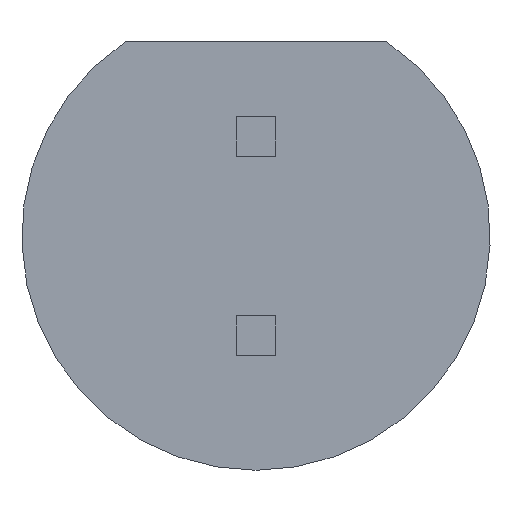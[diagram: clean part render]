
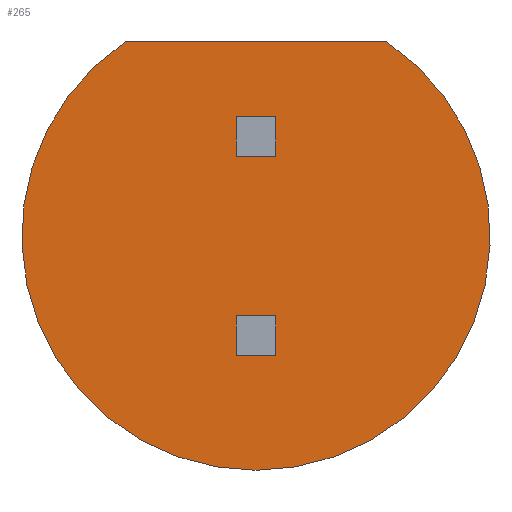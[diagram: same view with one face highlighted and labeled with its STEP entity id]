
A CAD part, front view. The second image highlights one B-rep face of the part: STEP entity #265.
In plain terms, the highlighted planar face has unit normal (0, -1, 0).
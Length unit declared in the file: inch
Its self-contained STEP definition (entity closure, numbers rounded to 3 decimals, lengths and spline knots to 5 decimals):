
#9 = EDGE_CURVE ( 'NONE', #33, #240, #415, .T. ) ;
#19 = ORIENTED_EDGE ( 'NONE', *, *, #273, .F. ) ;
#28 = DIRECTION ( 'NONE',  ( -1., 0., 0. ) ) ;
#29 = CARTESIAN_POINT ( 'NONE',  ( -0.01, -0.04, 0.04 ) ) ;
#33 = VERTEX_POINT ( 'NONE', #172 ) ;
#38 = VERTEX_POINT ( 'NONE', #81 ) ;
#43 = CARTESIAN_POINT ( 'NONE',  ( 0.01, -0.04, -0.06 ) ) ;
#47 = AXIS2_PLACEMENT_3D ( 'NONE', #76, #861, #778 ) ;
#48 = CARTESIAN_POINT ( 'NONE',  ( 0., -0.04, 0. ) ) ;
#49 = LINE ( 'NONE', #834, #526 ) ;
#68 = ORIENTED_EDGE ( 'NONE', *, *, #72, .T. ) ;
#72 = EDGE_CURVE ( 'NONE', #562, #38, #250, .T. ) ;
#75 = EDGE_CURVE ( 'NONE', #93, #223, #112, .T. ) ;
#76 = CARTESIAN_POINT ( 'NONE',  ( 0., -0.04, 0. ) ) ;
#81 = CARTESIAN_POINT ( 'NONE',  ( -0.01, -0.04, -0.04 ) ) ;
#88 = VECTOR ( 'NONE', #321, 39.37008 ) ;
#90 = CARTESIAN_POINT ( 'NONE',  ( -0.01, -0.04, -0.06 ) ) ;
#93 = VERTEX_POINT ( 'NONE', #132 ) ;
#95 = DIRECTION ( 'NONE',  ( 0., 0., 1. ) ) ;
#111 = CARTESIAN_POINT ( 'NONE',  ( 0.01, -0.04, 0.04 ) ) ;
#112 = LINE ( 'NONE', #29, #453 ) ;
#116 = LINE ( 'NONE', #185, #789 ) ;
#125 = CARTESIAN_POINT ( 'NONE',  ( 0.01, -0.04, 0.04 ) ) ;
#131 = PLANE ( 'NONE',  #794 ) ;
#132 = CARTESIAN_POINT ( 'NONE',  ( -0.01, -0.04, 0.04 ) ) ;
#134 = EDGE_CURVE ( 'NONE', #757, #307, #49, .T. ) ;
#172 = CARTESIAN_POINT ( 'NONE',  ( 0.06557, -0.04, 0.0975 ) ) ;
#185 = CARTESIAN_POINT ( 'NONE',  ( 0.01, -0.04, 0.04 ) ) ;
#191 = LINE ( 'NONE', #111, #647 ) ;
#207 = EDGE_CURVE ( 'NONE', #792, #93, #191, .T. ) ;
#223 = VERTEX_POINT ( 'NONE', #533 ) ;
#226 = CARTESIAN_POINT ( 'NONE',  ( 0.01, -0.04, -0.04 ) ) ;
#240 = VERTEX_POINT ( 'NONE', #443 ) ;
#250 = LINE ( 'NONE', #866, #848 ) ;
#260 = DIRECTION ( 'NONE',  ( -1., 0., 0. ) ) ;
#265 = ADVANCED_FACE ( 'NONE', ( #702, #673, #721 ), #131, .F. ) ;
#266 = CARTESIAN_POINT ( 'NONE',  ( 0.01, -0.04, 0.06 ) ) ;
#273 = EDGE_CURVE ( 'NONE', #307, #38, #767, .T. ) ;
#307 = VERTEX_POINT ( 'NONE', #226 ) ;
#319 = ORIENTED_EDGE ( 'NONE', *, *, #207, .T. ) ;
#321 = DIRECTION ( 'NONE',  ( -1., 0., 0. ) ) ;
#347 = CARTESIAN_POINT ( 'NONE',  ( 0.01, -0.04, -0.06 ) ) ;
#350 = ORIENTED_EDGE ( 'NONE', *, *, #553, .T. ) ;
#356 = ORIENTED_EDGE ( 'NONE', *, *, #745, .F. ) ;
#382 = VECTOR ( 'NONE', #586, 39.37008 ) ;
#415 = CIRCLE ( 'NONE', #47, 0.1175 ) ;
#421 = CARTESIAN_POINT ( 'NONE',  ( 0.01, -0.04, 0.06 ) ) ;
#428 = VECTOR ( 'NONE', #260, 39.37008 ) ;
#434 = VECTOR ( 'NONE', #652, 39.37008 ) ;
#436 = EDGE_LOOP ( 'NONE', ( #835, #319, #671, #785 ) ) ;
#443 = CARTESIAN_POINT ( 'NONE',  ( -0.06557, -0.04, 0.0975 ) ) ;
#447 = LINE ( 'NONE', #347, #428 ) ;
#453 = VECTOR ( 'NONE', #805, 39.37008 ) ;
#512 = LINE ( 'NONE', #421, #88 ) ;
#514 = ORIENTED_EDGE ( 'NONE', *, *, #9, .F. ) ;
#526 = VECTOR ( 'NONE', #737, 39.37008 ) ;
#533 = CARTESIAN_POINT ( 'NONE',  ( -0.01, -0.04, 0.06 ) ) ;
#545 = EDGE_CURVE ( 'NONE', #633, #223, #512, .T. ) ;
#553 = EDGE_CURVE ( 'NONE', #757, #562, #447, .T. ) ;
#562 = VERTEX_POINT ( 'NONE', #90 ) ;
#586 = DIRECTION ( 'NONE',  ( -1., 0., 0. ) ) ;
#623 = ORIENTED_EDGE ( 'NONE', *, *, #134, .F. ) ;
#633 = VERTEX_POINT ( 'NONE', #266 ) ;
#642 = EDGE_LOOP ( 'NONE', ( #623, #350, #68, #19 ) ) ;
#647 = VECTOR ( 'NONE', #28, 39.37008 ) ;
#652 = DIRECTION ( 'NONE',  ( 1., 0., 0. ) ) ;
#667 = CARTESIAN_POINT ( 'NONE',  ( 0.01, -0.04, -0.04 ) ) ;
#668 = EDGE_CURVE ( 'NONE', #792, #633, #116, .T. ) ;
#671 = ORIENTED_EDGE ( 'NONE', *, *, #75, .T. ) ;
#673 = FACE_OUTER_BOUND ( 'NONE', #808, .T. ) ;
#702 = FACE_BOUND ( 'NONE', #642, .T. ) ;
#721 = FACE_BOUND ( 'NONE', #436, .T. ) ;
#735 = DIRECTION ( 'NONE',  ( 0., 0., 1. ) ) ;
#737 = DIRECTION ( 'NONE',  ( 0., 0., 1. ) ) ;
#745 = EDGE_CURVE ( 'NONE', #240, #33, #846, .T. ) ;
#754 = CARTESIAN_POINT ( 'NONE',  ( 0.06557, -0.04, 0.0975 ) ) ;
#757 = VERTEX_POINT ( 'NONE', #43 ) ;
#767 = LINE ( 'NONE', #667, #382 ) ;
#778 = DIRECTION ( 'NONE',  ( 0., 0., 1. ) ) ;
#781 = DIRECTION ( 'NONE',  ( 0., 0., 1. ) ) ;
#785 = ORIENTED_EDGE ( 'NONE', *, *, #545, .F. ) ;
#789 = VECTOR ( 'NONE', #95, 39.37008 ) ;
#792 = VERTEX_POINT ( 'NONE', #125 ) ;
#794 = AXIS2_PLACEMENT_3D ( 'NONE', #48, #833, #735 ) ;
#805 = DIRECTION ( 'NONE',  ( 0., 0., 1. ) ) ;
#808 = EDGE_LOOP ( 'NONE', ( #514, #356 ) ) ;
#833 = DIRECTION ( 'NONE',  ( 0., 1., 0. ) ) ;
#834 = CARTESIAN_POINT ( 'NONE',  ( 0.01, -0.04, -0.06 ) ) ;
#835 = ORIENTED_EDGE ( 'NONE', *, *, #668, .F. ) ;
#846 = LINE ( 'NONE', #754, #434 ) ;
#848 = VECTOR ( 'NONE', #781, 39.37008 ) ;
#861 = DIRECTION ( 'NONE',  ( 0., 1., 0. ) ) ;
#866 = CARTESIAN_POINT ( 'NONE',  ( -0.01, -0.04, -0.06 ) ) ;
